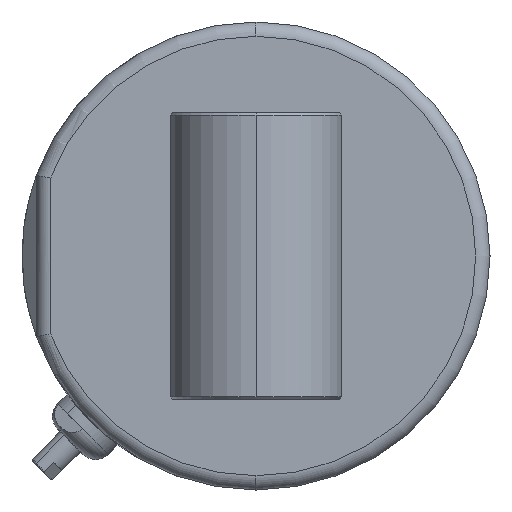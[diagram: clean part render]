
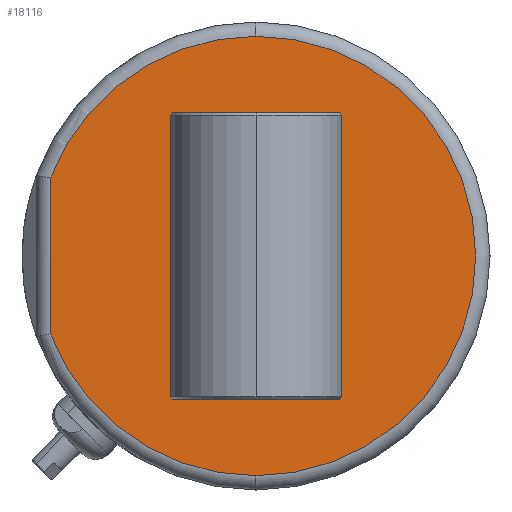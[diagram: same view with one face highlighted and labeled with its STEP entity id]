
A CAD part, left-side view. The second image highlights one B-rep face of the part: STEP entity #18116.
In plain terms, the highlighted planar face has unit normal (-1, 0, 0).
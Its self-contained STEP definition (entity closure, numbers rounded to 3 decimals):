
#240 = CARTESIAN_POINT ( 'NONE',  ( -53.5, 12., 20. ) ) ;
#1281 = ORIENTED_EDGE ( 'NONE', *, *, #21209, .T. ) ;
#1339 = ORIENTED_EDGE ( 'NONE', *, *, #23509, .T. ) ;
#1752 = DIRECTION ( 'NONE',  ( -1., 0., 0. ) ) ;
#1763 = CARTESIAN_POINT ( 'NONE',  ( -53.5, 15.85, -15.85 ) ) ;
#1900 = EDGE_LOOP ( 'NONE', ( #35817, #5169, #33543, #26707 ) ) ;
#2165 = DIRECTION ( 'NONE',  ( 0., 1., 0. ) ) ;
#4700 = EDGE_CURVE ( 'NONE', #30623, #22806, #35692, .T. ) ;
#5169 = ORIENTED_EDGE ( 'NONE', *, *, #6448, .T. ) ;
#5251 = VECTOR ( 'NONE', #22483, 1000. ) ;
#6223 = VECTOR ( 'NONE', #2165, 1000. ) ;
#6364 = CARTESIAN_POINT ( 'NONE',  ( -53.5, -12., 20. ) ) ;
#6448 = EDGE_CURVE ( 'NONE', #35033, #18216, #25814, .T. ) ;
#6565 = DIRECTION ( 'NONE',  ( 0., 0., -1. ) ) ;
#6587 = CARTESIAN_POINT ( 'NONE',  ( -53.5, 0., 0. ) ) ;
#7163 = PLANE ( 'NONE',  #37729 ) ;
#7317 = VECTOR ( 'NONE', #32399, 1000. ) ;
#9919 = VECTOR ( 'NONE', #35511, 1000. ) ;
#10123 = DIRECTION ( 'NONE',  ( -1., 0., 0. ) ) ;
#10446 = LINE ( 'NONE', #33994, #33214 ) ;
#10553 = EDGE_CURVE ( 'NONE', #38100, #20249, #19699, .T. ) ;
#10913 = VERTEX_POINT ( 'NONE', #29656 ) ;
#11179 = CARTESIAN_POINT ( 'NONE',  ( -53.5, -12., -20. ) ) ;
#11428 = DIRECTION ( 'NONE',  ( 0., 1., 0. ) ) ;
#11580 = LINE ( 'NONE', #240, #9919 ) ;
#11603 = VECTOR ( 'NONE', #32786, 1000. ) ;
#12432 = EDGE_CURVE ( 'NONE', #21702, #38100, #22607, .T. ) ;
#15641 = DIRECTION ( 'NONE',  ( 0., 0., -1. ) ) ;
#15909 = AXIS2_PLACEMENT_3D ( 'NONE', #30794, #10123, #22300 ) ;
#17042 = EDGE_CURVE ( 'NONE', #27449, #10913, #34424, .T. ) ;
#17411 = CARTESIAN_POINT ( 'NONE',  ( -53.5, 12., 19.7 ) ) ;
#18116 = ADVANCED_FACE ( 'NONE', ( #30118, #33583 ), #7163, .F. ) ;
#18216 = VERTEX_POINT ( 'NONE', #26785 ) ;
#18394 = ORIENTED_EDGE ( 'NONE', *, *, #10553, .T. ) ;
#19351 = EDGE_CURVE ( 'NONE', #34853, #31775, #30654, .T. ) ;
#19699 = LINE ( 'NONE', #1763, #34501 ) ;
#19985 = EDGE_CURVE ( 'NONE', #36321, #22806, #32474, .T. ) ;
#20249 = VERTEX_POINT ( 'NONE', #23992 ) ;
#20476 = CIRCLE ( 'NONE', #33416, 30.7 ) ;
#20628 = LINE ( 'NONE', #26424, #7317 ) ;
#21209 = EDGE_CURVE ( 'NONE', #31775, #21702, #20628, .T. ) ;
#21702 = VERTEX_POINT ( 'NONE', #24242 ) ;
#22008 = EDGE_CURVE ( 'NONE', #18216, #27449, #24546, .T. ) ;
#22300 = DIRECTION ( 'NONE',  ( 0., 0., -1. ) ) ;
#22483 = DIRECTION ( 'NONE',  ( 0., 0., -1. ) ) ;
#22520 = ORIENTED_EDGE ( 'NONE', *, *, #12432, .T. ) ;
#22607 = LINE ( 'NONE', #11179, #6223 ) ;
#22806 = VERTEX_POINT ( 'NONE', #34034 ) ;
#22866 = CARTESIAN_POINT ( 'NONE',  ( -53.5, 28.7, 0. ) ) ;
#23509 = EDGE_CURVE ( 'NONE', #36321, #34853, #10446, .T. ) ;
#23718 = ORIENTED_EDGE ( 'NONE', *, *, #26912, .F. ) ;
#23992 = CARTESIAN_POINT ( 'NONE',  ( -53.5, 12., -19.7 ) ) ;
#24242 = CARTESIAN_POINT ( 'NONE',  ( -53.5, -11.7, -20. ) ) ;
#24407 = CARTESIAN_POINT ( 'NONE',  ( -53.5, 11.7, -20. ) ) ;
#24546 = CIRCLE ( 'NONE', #15909, 30.7 ) ;
#25286 = CARTESIAN_POINT ( 'NONE',  ( -53.5, 0., 0. ) ) ;
#25814 = CIRCLE ( 'NONE', #31962, 30.7 ) ;
#25873 = DIRECTION ( 'NONE',  ( 0., 0.707, 0.707 ) ) ;
#26077 = CARTESIAN_POINT ( 'NONE',  ( -53.5, -12., -19.7 ) ) ;
#26417 = ORIENTED_EDGE ( 'NONE', *, *, #19985, .F. ) ;
#26424 = CARTESIAN_POINT ( 'NONE',  ( -53.5, -15.85, -15.85 ) ) ;
#26707 = ORIENTED_EDGE ( 'NONE', *, *, #17042, .T. ) ;
#26785 = CARTESIAN_POINT ( 'NONE',  ( -53.5, 0., 30.7 ) ) ;
#26912 = EDGE_CURVE ( 'NONE', #30623, #20249, #11580, .T. ) ;
#27205 = CARTESIAN_POINT ( 'NONE',  ( -53.5, -11.7, 20. ) ) ;
#27449 = VERTEX_POINT ( 'NONE', #37981 ) ;
#29656 = CARTESIAN_POINT ( 'NONE',  ( -53.5, 28.7, -10.9 ) ) ;
#30118 = FACE_OUTER_BOUND ( 'NONE', #1900, .T. ) ;
#30495 = DIRECTION ( 'NONE',  ( 0., 0., -1. ) ) ;
#30623 = VERTEX_POINT ( 'NONE', #17411 ) ;
#30654 = LINE ( 'NONE', #6364, #11603 ) ;
#30751 = VECTOR ( 'NONE', #11428, 1000. ) ;
#30794 = CARTESIAN_POINT ( 'NONE',  ( -53.5, 0., 0. ) ) ;
#31775 = VERTEX_POINT ( 'NONE', #26077 ) ;
#31962 = AXIS2_PLACEMENT_3D ( 'NONE', #25286, #1752, #30495 ) ;
#32100 = CARTESIAN_POINT ( 'NONE',  ( -53.5, -12., 20. ) ) ;
#32231 = EDGE_CURVE ( 'NONE', #10913, #35033, #20476, .T. ) ;
#32399 = DIRECTION ( 'NONE',  ( 0., 0.707, -0.707 ) ) ;
#32474 = LINE ( 'NONE', #32100, #30751 ) ;
#32786 = DIRECTION ( 'NONE',  ( 0., 0., -1. ) ) ;
#32990 = CARTESIAN_POINT ( 'NONE',  ( -53.5, 0., 0. ) ) ;
#33214 = VECTOR ( 'NONE', #37258, 1000. ) ;
#33416 = AXIS2_PLACEMENT_3D ( 'NONE', #32990, #36638, #6565 ) ;
#33543 = ORIENTED_EDGE ( 'NONE', *, *, #22008, .T. ) ;
#33583 = FACE_BOUND ( 'NONE', #36840, .T. ) ;
#33770 = DIRECTION ( 'NONE',  ( 1., 0., 0. ) ) ;
#33994 = CARTESIAN_POINT ( 'NONE',  ( -53.5, -15.85, 15.85 ) ) ;
#34034 = CARTESIAN_POINT ( 'NONE',  ( -53.5, 11.7, 20. ) ) ;
#34424 = LINE ( 'NONE', #22866, #5251 ) ;
#34501 = VECTOR ( 'NONE', #25873, 1000. ) ;
#34853 = VERTEX_POINT ( 'NONE', #37101 ) ;
#34980 = VECTOR ( 'NONE', #35882, 1000. ) ;
#35033 = VERTEX_POINT ( 'NONE', #37579 ) ;
#35511 = DIRECTION ( 'NONE',  ( 0., 0., -1. ) ) ;
#35549 = ORIENTED_EDGE ( 'NONE', *, *, #19351, .T. ) ;
#35692 = LINE ( 'NONE', #36074, #34980 ) ;
#35817 = ORIENTED_EDGE ( 'NONE', *, *, #32231, .T. ) ;
#35882 = DIRECTION ( 'NONE',  ( 0., -0.707, 0.707 ) ) ;
#36074 = CARTESIAN_POINT ( 'NONE',  ( -53.5, 15.85, 15.85 ) ) ;
#36321 = VERTEX_POINT ( 'NONE', #27205 ) ;
#36638 = DIRECTION ( 'NONE',  ( -1., 0., 0. ) ) ;
#36840 = EDGE_LOOP ( 'NONE', ( #23718, #37657, #26417, #1339, #35549, #1281, #22520, #18394 ) ) ;
#37101 = CARTESIAN_POINT ( 'NONE',  ( -53.5, -12., 19.7 ) ) ;
#37258 = DIRECTION ( 'NONE',  ( 0., -0.707, -0.707 ) ) ;
#37579 = CARTESIAN_POINT ( 'NONE',  ( -53.5, 0., -30.7 ) ) ;
#37657 = ORIENTED_EDGE ( 'NONE', *, *, #4700, .T. ) ;
#37729 = AXIS2_PLACEMENT_3D ( 'NONE', #6587, #33770, #15641 ) ;
#37981 = CARTESIAN_POINT ( 'NONE',  ( -53.5, 28.7, 10.9 ) ) ;
#38100 = VERTEX_POINT ( 'NONE', #24407 ) ;
